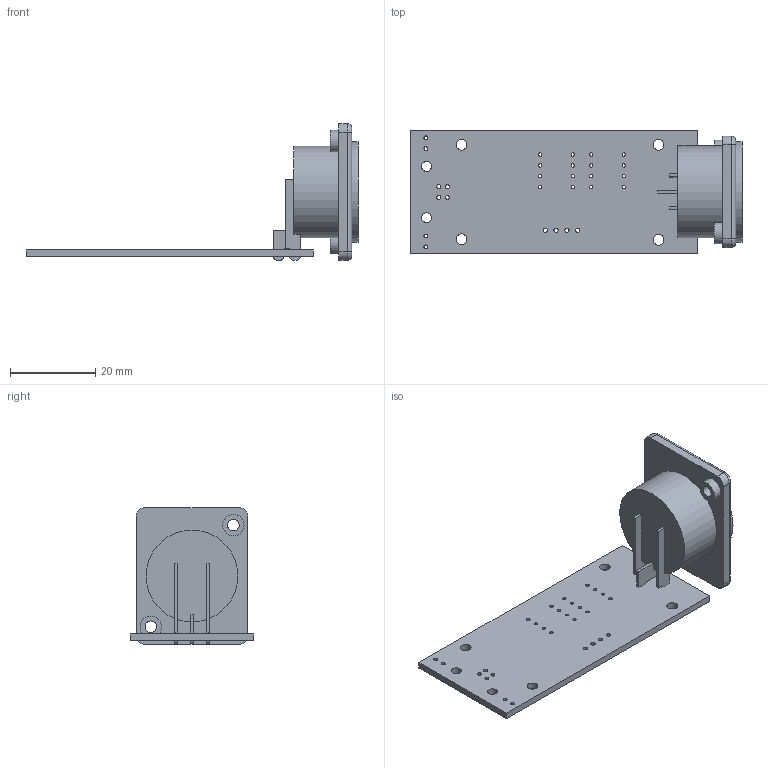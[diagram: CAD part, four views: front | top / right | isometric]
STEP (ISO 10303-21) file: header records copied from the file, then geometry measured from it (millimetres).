
FILE_DESCRIPTION(('KiCad electronic assembly'),'2;1');
FILE_NAME('USB-DMX FT232.step','2024-01-17T17:53:27',('Pcbnew'),('Kicad' ),'Open CASCADE STEP processor 7.7','KiCad to STEP converter', 'Unknown');
FILE_SCHEMA(('AUTOMOTIVE_DESIGN { 1 0 10303 214 1 1 1 1 }'));
Length unit declared in the file: millimetre
Products named in the file (7): USB-DMX FT232 1; XLR3pinFemale; SOLID; USB-DMX FT232 PCB
Assembly tree (6 placements, depth 3):
  USB-DMX FT232 1
    XLR3pinFemale
      SOLID
      SOLID
      SOLID
      SOLID
    USB-DMX FT232 PCB
Bounding box: 77.68 x 28.96 x 32 mm (x, y, z)
Volume: 8620.1 mm3; surface area: 9415.4 mm2
Topology: 5 solids, 5 shells, 180 faces, 475 edges, 314 vertices
Faces by surface type: plane 114, cylinder 62, torus 4
Full cylindrical faces by diameter (mm): 0.8 x16, 0.9 x4, 0.95 x4, 1 x4, 2.3 x2, 2.5 x4, 2.7 x2, 2.76 x3, 5 x2, 16.4 x1, 19.2 x1, 21.5 x1, 23.5 x1
Entity records: 12140 total; most frequent: CARTESIAN_POINT 2501, DIRECTION 1712, LINE 1038, VECTOR 1038, ORIENTED_EDGE 950, PCURVE 950, DEFINITIONAL_REPRESENTATION 950, EDGE_CURVE 475
